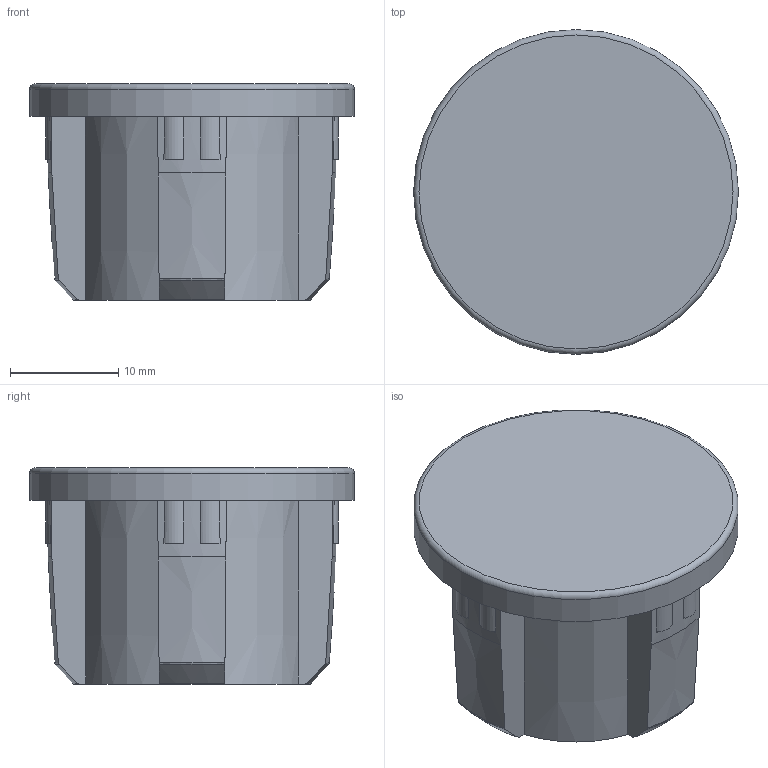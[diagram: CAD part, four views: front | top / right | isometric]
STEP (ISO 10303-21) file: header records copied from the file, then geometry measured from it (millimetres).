
FILE_DESCRIPTION(('FreeCAD Model'),'2;1');
FILE_NAME('Open CASCADE Shape Model','2024-03-20T10:36:14',(''),(''), 'Open CASCADE STEP processor 7.6','FreeCAD','Unknown');
FILE_SCHEMA(('AUTOMOTIVE_DESIGN { 1 0 10303 214 1 1 1 1 }'));
Length unit declared in the file: millimetre
Products named in the file (1): STI8-ED30
Bounding box: 30.05 x 30.05 x 20 mm (x, y, z)
Volume: 3883.5 mm3; surface area: 4464.3 mm2
Topology: 1 solids, 1 shells, 123 faces, 378 edges, 252 vertices
Faces by surface type: cylinder 41, plane 29, torus 25, cone 16, sphere 8, bspline 4
Full cylindrical faces by diameter (mm): 30.052 x1
Entity records: 10212 total; most frequent: CARTESIAN_POINT 3194, DIRECTION 1266, ORIENTED_EDGE 740, PCURVE 740, DEFINITIONAL_REPRESENTATION 740, LINE 494, VECTOR 494, EDGE_CURVE 370
